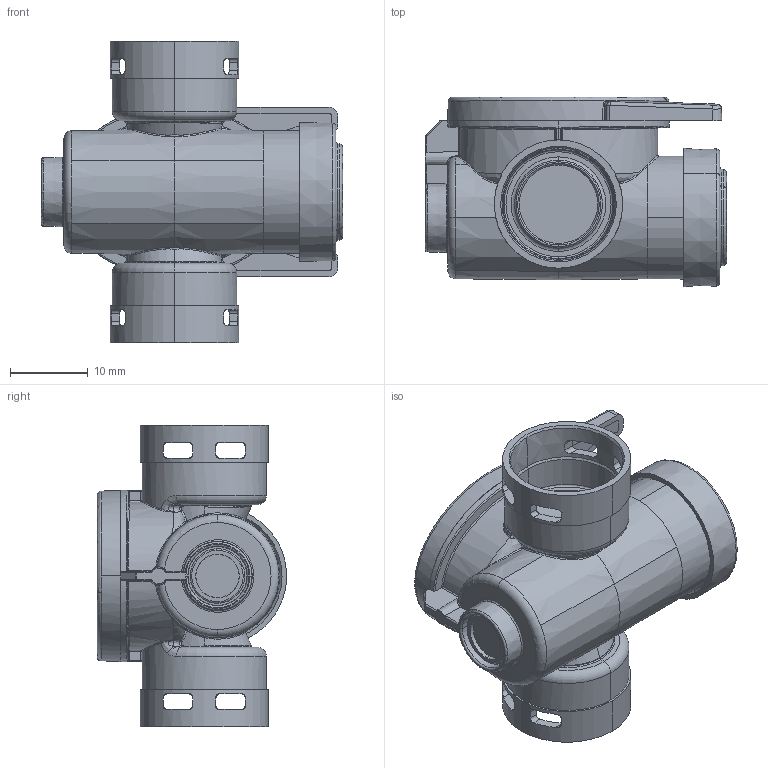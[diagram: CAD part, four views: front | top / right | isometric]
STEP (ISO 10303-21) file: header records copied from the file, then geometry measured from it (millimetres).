
FILE_DESCRIPTION (( 'STEP AP214' ), '1' );
FILE_NAME ('QX13-SD_DF.STEP', '2019-12-06T12:44:42', ( '' ), ( '' ), 'SwSTEP 2.0', 'SolidWorks 2018', '' );
FILE_SCHEMA (( 'AUTOMOTIVE_DESIGN' ));
Length unit declared in the file: millimetre
Products named in the file (1): QX13-SD_DF
Bounding box: 38.7 x 24.35 x 38.8 mm (x, y, z)
Volume: 11621.2 mm3; surface area: 6839.3 mm2
Topology: 1 solids, 1 shells, 792 faces, 1970 edges, 1179 vertices
Faces by surface type: bspline 356, plane 179, cylinder 87, cone 67, torus 52, sphere 51
Entity records: 50308 total; most frequent: CARTESIAN_POINT 25950, ORIENTED_EDGE 3882, DIRECTION 2543, EDGE_CURVE 1941, VERTEX_POINT 1179, AXIS2_PLACEMENT_3D 966, EDGE_LOOP 836, FACE_OUTER_BOUND 792
